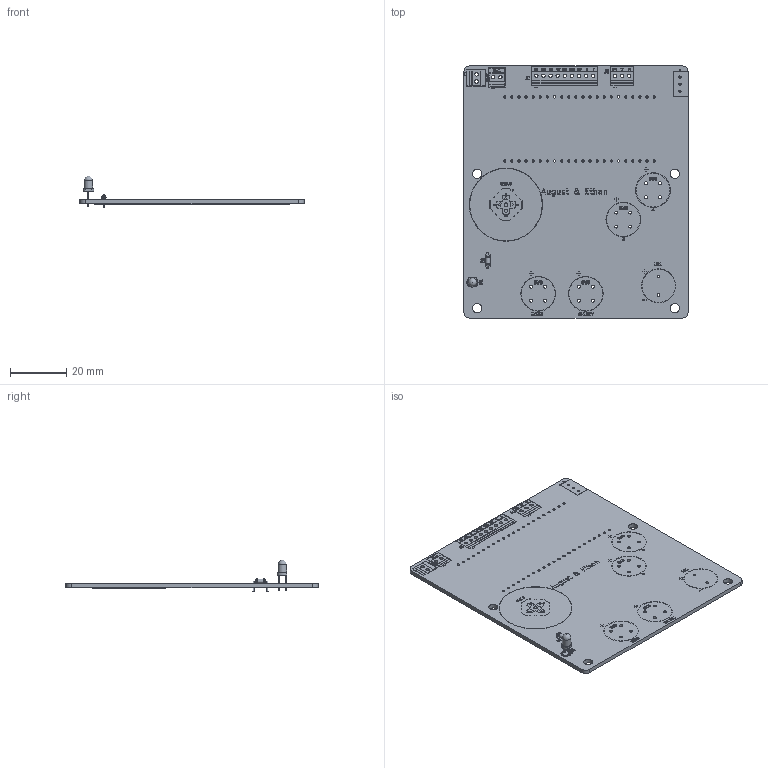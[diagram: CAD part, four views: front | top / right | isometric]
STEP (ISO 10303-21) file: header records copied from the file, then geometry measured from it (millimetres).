
FILE_DESCRIPTION(('KiCad electronic assembly'),'2;1');
FILE_NAME('FinalProjectPCB.step','2025-12-05T17:00:23',('Pcbnew'),( 'Kicad'),'Open CASCADE STEP processor 7.8','KiCad to STEP converter' ,'Unknown');
FILE_SCHEMA(('AUTOMOTIVE_DESIGN { 1 0 10303 214 1 1 1 1 }'));
Length unit declared in the file: millimetre
Products named in the file (6): FinalProjectPCB 1; R_Axial_DIN0204_L3.6mm_D1.6mm_P5.08mm_Horizontal; LED_D3.0mm; FinalProjectPCB_silkscreen; FinalProjectPCB_PCB
Assembly tree (5 placements, depth 2):
  FinalProjectPCB 1
    R_Axial_DIN0204_L3.6mm_D1.6mm_P5.08mm_Horizontal
    LED_D3.0mm
    FinalProjectPCB_silkscreen
    FinalProjectPCB_silkscreen
    FinalProjectPCB_PCB
Bounding box: 80 x 90 x 11.3 mm (x, y, z)
Volume: 10774.6 mm3; surface area: 15531.9 mm2
Topology: 3 solids, 479 shells, 606 faces, 8929 edges, 8810 vertices
Faces by surface type: plane 501, cylinder 100, torus 4, sphere 1
Full cylindrical faces by diameter (mm): 0.5 x2, 0.7 x2, 0.76 x3, 0.8 x44, 0.9 x4, 1.067 x16, 1.2 x16, 1.44 x1, 1.6 x2, 3 x1, 3.25 x4
Entity records: 85314 total; most frequent: CARTESIAN_POINT 18553, DIRECTION 12564, ORIENTED_EDGE 9282, EDGE_CURVE 8930, VERTEX_POINT 8811, LINE 6516, VECTOR 6516, AXIS2_PLACEMENT_3D 3024
